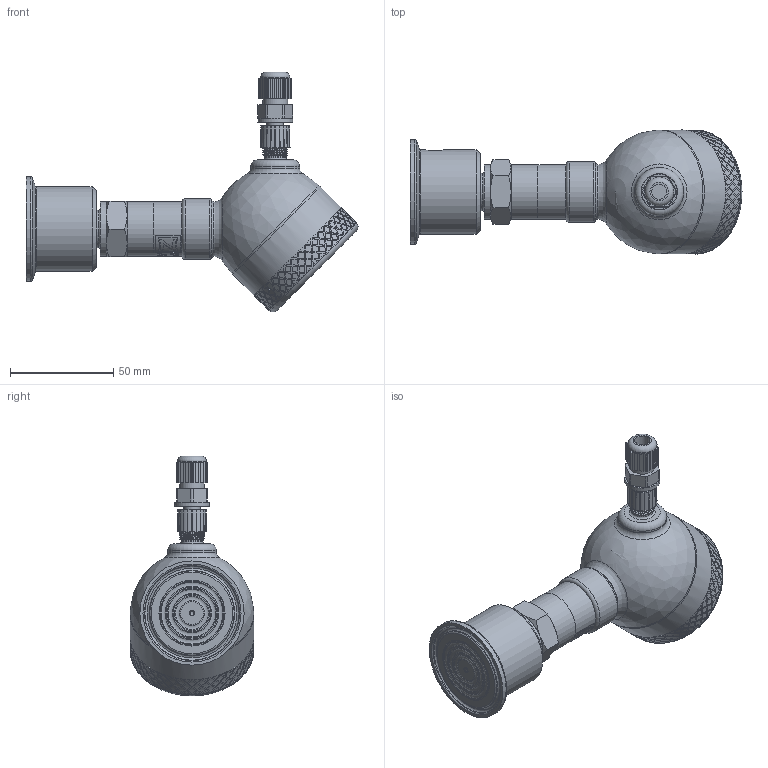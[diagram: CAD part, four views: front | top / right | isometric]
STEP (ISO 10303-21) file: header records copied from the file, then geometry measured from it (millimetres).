
FILE_DESCRIPTION(/* description */ (''),/* implementation_level */ '2;1');
FILE_NAME(/* name */ 'APZ3420sFH_ClampDN1-1''2_3.step',/* time_stamp */ '2021-07-08T16:31:03+03:00',/* author */ (''),/* organization */ (''),/* preprocessor_version */ 'ST-DEVELOPER v18.1',/* originating_system */ 'Autodesk Translation Framework v10.9.0.1377',/* authorisation */ '');
FILE_SCHEMA (('AUTOMOTIVE_DESIGN { 1 0 10303 214 3 1 1 }'));
Length unit declared in the file: millimetre
Products named in the file (8): АПЗ 3420s заполненный 
+ полевой корпус; G1\2EN; Clamp DN1-1'2 diaphragm 32 v9; Заполненный полевой 
корпус v13; Main body; Cover without display; M12x1 adapter; M12x1 female straight v9
Assembly tree (6 placements, depth 3):
  АПЗ 3420s заполненный 
+ полевой корпус
    G1\2EN
    Заполненный полевой 
корпус v13
      Main body
      Cover without display
      M12x1 adapter
      M12x1 female straight v9
  Clamp DN1-1'2 diaphragm 32 v9
Bounding box: 160.92 x 60.1 x 116.18 mm (x, y, z)
Volume: 276260.8 mm3; surface area: 48838.4 mm2
Topology: 8 solids, 8 shells, 1610 faces, 3953 edges, 2618 vertices
Faces by surface type: bspline 930, cylinder 315, plane 285, cone 47, torus 31, sphere 2
Full cylindrical faces by diameter (mm): 1 x4, 2 x1, 3 x1, 3.3 x1, 5 x1, 6 x3, 7.3 x1, 8 x3, 9.3 x1, 10.293 x1, 10.5 x2, 10.741 x7, 11.884 x6, 12 x1, 14 x1, 16.7 x1, 17 x1, 17.5 x1, 18 x1, 18.631 x7, 19.7 x1, 20.955 x7, 21.6 x1, 21.767 x1, 22 x1, 22.4 x2, 23.6 x1, 24.5 x2, 26.5 x2, 29.5 x1
Entity records: 71989 total; most frequent: CARTESIAN_POINT 41199, ORIENTED_EDGE 7904, EDGE_CURVE 3952, DIRECTION 3213, B_SPLINE_CURVE_WITH_KNOTS 2629, VERTEX_POINT 2618, EDGE_LOOP 1876, FACE_OUTER_BOUND 1610
